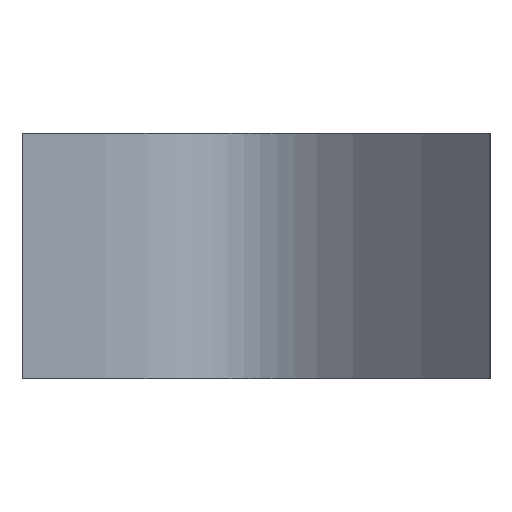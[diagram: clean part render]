
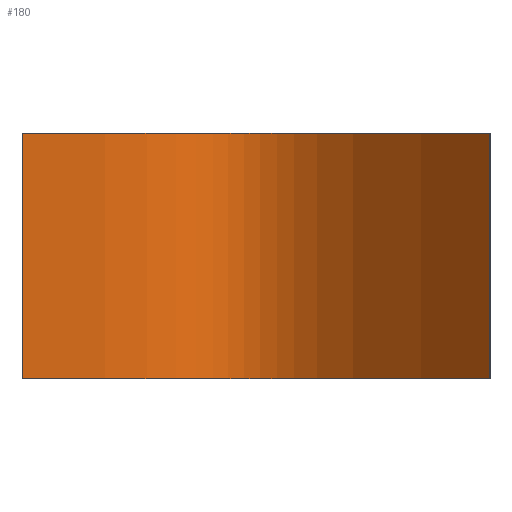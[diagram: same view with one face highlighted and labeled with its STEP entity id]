
A CAD part, left-side view. The second image highlights one B-rep face of the part: STEP entity #180.
In plain terms, the highlighted free-form (B-spline) face has degree [3, 1] with [5, 2] control points.
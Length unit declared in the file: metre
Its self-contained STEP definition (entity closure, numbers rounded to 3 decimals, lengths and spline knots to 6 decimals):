
#21=LINE('',#272,#43);
#22=LINE('',#280,#44);
#43=VECTOR('',#214,1.);
#44=VECTOR('',#215,1.);
#65=ORIENTED_EDGE('',*,*,#113,.T.);
#66=ORIENTED_EDGE('',*,*,#114,.F.);
#67=ORIENTED_EDGE('',*,*,#115,.F.);
#68=ORIENTED_EDGE('',*,*,#116,.T.);
#113=EDGE_CURVE('',#137,#138,#153,.T.);
#114=EDGE_CURVE('',#139,#138,#21,.T.);
#115=EDGE_CURVE('',#140,#139,#154,.T.);
#116=EDGE_CURVE('',#140,#137,#22,.T.);
#137=VERTEX_POINT('',#270);
#138=VERTEX_POINT('',#271);
#139=VERTEX_POINT('',#273);
#140=VERTEX_POINT('',#279);
#153=B_SPLINE_CURVE_WITH_KNOTS('',3,(#265,#266,#267,#268,#269),
 .UNSPECIFIED.,.F.,.F.,(4,1,4),(0.,0.480706,1.),.UNSPECIFIED.);
#154=B_SPLINE_CURVE_WITH_KNOTS('',3,(#274,#275,#276,#277,#278),
 .UNSPECIFIED.,.F.,.F.,(4,1,4),(0.,0.480706,1.),.UNSPECIFIED.);
#155=EDGE_LOOP('',(#65,#66,#67,#68));
#167=FACE_BOUND('',#155,.T.);
#179=B_SPLINE_SURFACE_WITH_KNOTS('',3,1,((#255,#256),(#257,#258),(#259,
#260),(#261,#262),(#263,#264)),.SURF_OF_LINEAR_EXTRUSION.,.F.,.F.,.F.,(4,
1,4),(2,2),(0.,0.480706,1.),(0.,1.),.UNSPECIFIED.);
#180=ADVANCED_FACE('',(#167),#179,.F.);
#214=DIRECTION('',(0.,0.,-1.));
#215=DIRECTION('',(0.,0.,-1.));
#255=CARTESIAN_POINT('',(0.01876,-0.035765,0.008));
#256=CARTESIAN_POINT('',(0.01876,-0.035765,0.));
#257=CARTESIAN_POINT('',(0.021764,-0.037942,0.008));
#258=CARTESIAN_POINT('',(0.021764,-0.037942,0.));
#259=CARTESIAN_POINT('',(0.028015,-0.042472,0.008));
#260=CARTESIAN_POINT('',(0.028015,-0.042472,0.));
#261=CARTESIAN_POINT('',(0.0217,-0.048111,0.008));
#262=CARTESIAN_POINT('',(0.0217,-0.048111,0.));
#263=CARTESIAN_POINT('',(0.01842,-0.05104,0.008));
#264=CARTESIAN_POINT('',(0.01842,-0.05104,0.));
#265=CARTESIAN_POINT('',(0.01876,-0.035765,0.));
#266=CARTESIAN_POINT('',(0.021764,-0.037942,0.));
#267=CARTESIAN_POINT('',(0.028015,-0.042472,0.));
#268=CARTESIAN_POINT('',(0.0217,-0.048111,0.));
#269=CARTESIAN_POINT('',(0.01842,-0.05104,0.));
#270=CARTESIAN_POINT('',(0.01876,-0.035765,0.));
#271=CARTESIAN_POINT('',(0.01842,-0.05104,0.));
#272=CARTESIAN_POINT('',(0.01842,-0.05104,0.008));
#273=CARTESIAN_POINT('',(0.01842,-0.05104,0.008));
#274=CARTESIAN_POINT('',(0.01876,-0.035765,0.008));
#275=CARTESIAN_POINT('',(0.021764,-0.037942,0.008));
#276=CARTESIAN_POINT('',(0.028015,-0.042472,0.008));
#277=CARTESIAN_POINT('',(0.0217,-0.048111,0.008));
#278=CARTESIAN_POINT('',(0.01842,-0.05104,0.008));
#279=CARTESIAN_POINT('',(0.01876,-0.035765,0.008));
#280=CARTESIAN_POINT('',(0.01876,-0.035765,0.008));
